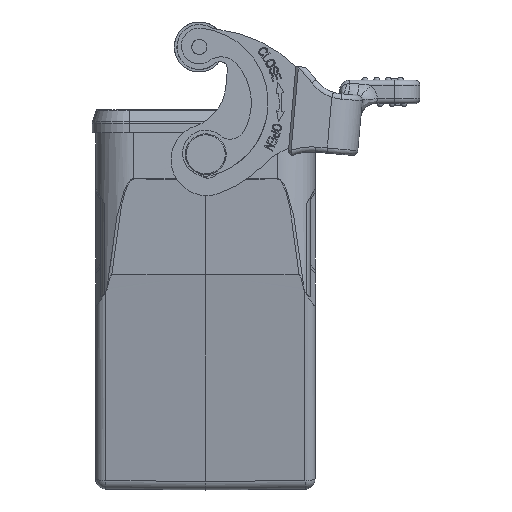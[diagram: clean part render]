
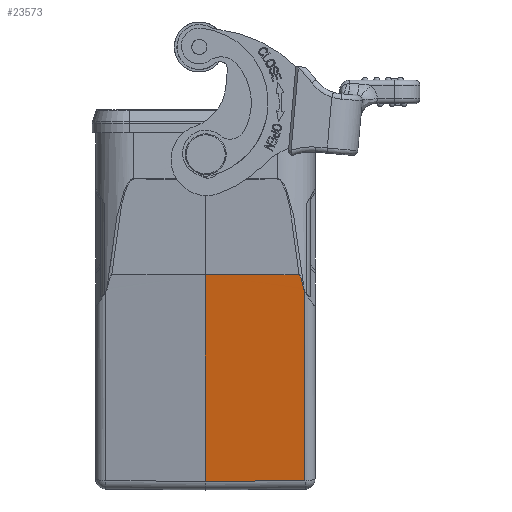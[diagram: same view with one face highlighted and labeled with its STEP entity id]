
A CAD part, left-side view. The second image highlights one B-rep face of the part: STEP entity #23573.
In plain terms, the highlighted planar face has unit normal (-0.987, -0.009, -0.16).
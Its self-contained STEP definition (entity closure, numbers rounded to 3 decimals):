
#3030=DIRECTION('',(-0.16,0.,0.987));
#3031=VECTOR('',#3030,37.533);
#3032=CARTESIAN_POINT('',(-21.628,-19.517,
-70.15));
#3033=LINE('',#3032,#3031);
#3034=CARTESIAN_POINT('',(-27.646,-19.517,
-33.103));
#3043=DIRECTION('',(-0.007,1.,-0.009));
#3044=VECTOR('',#3043,19.519);
#3045=CARTESIAN_POINT('',(-21.628,-19.517,
-70.15));
#3046=LINE('',#3045,#3044);
#3047=DIRECTION('',(0.16,0.,-0.987));
#3048=VECTOR('',#3047,41.05);
#3049=CARTESIAN_POINT('',(-28.355,0.,
-29.802));
#3050=LINE('',#3049,#3048);
#3108=CARTESIAN_POINT('',(-21.773,0.,
-70.321));
#3960=CARTESIAN_POINT('',(-27.646,-19.517,
-33.103));
#3961=CARTESIAN_POINT('',(-27.655,-19.488,
-33.053));
#3962=CARTESIAN_POINT('',(-27.671,-19.43,
-32.952));
#3963=CARTESIAN_POINT('',(-27.697,-19.347,
-32.806));
#3964=CARTESIAN_POINT('',(-27.71,-19.289,
-32.707));
#3965=CARTESIAN_POINT('',(-27.718,-19.261,
-32.658));
#4006=CARTESIAN_POINT('',(-27.718,-19.261,
-32.658));
#4007=CARTESIAN_POINT('',(-27.719,-19.257,
-32.656));
#4008=CARTESIAN_POINT('',(-27.723,-19.251,
-32.649));
#4009=CARTESIAN_POINT('',(-27.724,-19.25,
-32.634));
#4010=CARTESIAN_POINT('',(-27.727,-19.247,
-32.618));
#4011=CARTESIAN_POINT('',(-27.73,-19.244,
-32.601));
#4012=CARTESIAN_POINT('',(-27.733,-19.24,
-32.582));
#4013=CARTESIAN_POINT('',(-27.736,-19.237,
-32.562));
#4014=CARTESIAN_POINT('',(-27.74,-19.233,
-32.541));
#4015=CARTESIAN_POINT('',(-27.744,-19.228,
-32.518));
#4016=CARTESIAN_POINT('',(-27.748,-19.224,
-32.493));
#4017=CARTESIAN_POINT('',(-27.752,-19.219,
-32.466));
#4018=CARTESIAN_POINT('',(-27.757,-19.213,
-32.437));
#4019=CARTESIAN_POINT('',(-27.762,-19.207,
-32.405));
#4020=CARTESIAN_POINT('',(-27.768,-19.201,
-32.372));
#4021=CARTESIAN_POINT('',(-27.774,-19.194,
-32.335));
#4022=CARTESIAN_POINT('',(-27.78,-19.187,
-32.296));
#4023=CARTESIAN_POINT('',(-27.787,-19.178,
-32.253));
#4024=CARTESIAN_POINT('',(-27.795,-19.169,
-32.208));
#4025=CARTESIAN_POINT('',(-27.803,-19.16,
-32.158));
#4026=CARTESIAN_POINT('',(-27.811,-19.149,
-32.105));
#4027=CARTESIAN_POINT('',(-27.821,-19.138,
-32.047));
#4028=CARTESIAN_POINT('',(-27.831,-19.125,
-31.985));
#4029=CARTESIAN_POINT('',(-27.842,-19.111,
-31.918));
#4030=CARTESIAN_POINT('',(-27.854,-19.096,
-31.846));
#4031=CARTESIAN_POINT('',(-27.867,-19.08,
-31.768));
#4032=CARTESIAN_POINT('',(-27.881,-19.062,
-31.683));
#4033=CARTESIAN_POINT('',(-27.896,-19.042,
-31.592));
#4034=CARTESIAN_POINT('',(-27.912,-19.02,
-31.493));
#4035=CARTESIAN_POINT('',(-27.93,-18.996,
-31.387));
#4036=CARTESIAN_POINT('',(-27.949,-18.969,
-31.271));
#4037=CARTESIAN_POINT('',(-27.969,-18.939,
-31.146));
#4038=CARTESIAN_POINT('',(-27.991,-18.905,
-31.011));
#4039=CARTESIAN_POINT('',(-28.016,-18.867,
-30.863));
#4040=CARTESIAN_POINT('',(-28.04,-18.826,
-30.716));
#4041=CARTESIAN_POINT('',(-28.061,-18.789,
-30.588));
#4042=CARTESIAN_POINT('',(-28.08,-18.754,
-30.476));
#4043=CARTESIAN_POINT('',(-28.096,-18.721,
-30.376));
#4044=CARTESIAN_POINT('',(-28.111,-18.691,
-30.288));
#4045=CARTESIAN_POINT('',(-28.124,-18.661,
-30.209));
#4046=CARTESIAN_POINT('',(-28.136,-18.633,
-30.138));
#4047=CARTESIAN_POINT('',(-28.146,-18.605,
-30.074));
#4048=CARTESIAN_POINT('',(-28.156,-18.579,
-30.017));
#4049=CARTESIAN_POINT('',(-28.164,-18.552,
-29.966));
#4050=CARTESIAN_POINT('',(-28.172,-18.526,
-29.92));
#4051=CARTESIAN_POINT('',(-28.179,-18.5,
-29.88));
#4052=CARTESIAN_POINT('',(-28.184,-18.474,
-29.845));
#4053=CARTESIAN_POINT('',(-28.189,-18.447,
-29.817));
#4054=CARTESIAN_POINT('',(-28.193,-18.419,
-29.795));
#4055=CARTESIAN_POINT('',(-28.195,-18.39,
-29.783));
#4056=CARTESIAN_POINT('',(-28.196,-18.372,
-29.778));
#4057=CARTESIAN_POINT('',(-28.196,-18.362,
-29.778));
#4090=DIRECTION('',(-0.009,1.,-0.001));
#4091=VECTOR('',#4090,18.363);
#4092=CARTESIAN_POINT('',(-28.196,-18.362,
-29.778));
#4093=LINE('',#4092,#4091);
#16091=VERTEX_POINT('',#3034);
#16092=VERTEX_POINT('',#3965);
#16093=CARTESIAN_POINT('',(-21.628,-19.517,
-70.15));
#16094=VERTEX_POINT('',#16093);
#16141=VERTEX_POINT('',#3108);
#16151=CARTESIAN_POINT('',(-28.355,0.,
-29.802));
#16152=VERTEX_POINT('',#16151);
#16153=CARTESIAN_POINT('',(-28.196,-18.362,
-29.778));
#16154=VERTEX_POINT('',#16153);
#23555=CARTESIAN_POINT('',(-21.5,0.,-72.));
#23556=DIRECTION('',(-0.987,-0.009,-0.16));
#23557=DIRECTION('',(-0.16,0.,0.987));
#23558=AXIS2_PLACEMENT_3D('',#23555,#23556,#23557);
#23559=PLANE('',#23558);
#23561=ORIENTED_EDGE('',*,*,#23560,.F.);
#23563=ORIENTED_EDGE('',*,*,#23562,.F.);
#23565=ORIENTED_EDGE('',*,*,#23564,.F.);
#23567=ORIENTED_EDGE('',*,*,#23566,.F.);
#23568=ORIENTED_EDGE('',*,*,#23547,.F.);
#23570=ORIENTED_EDGE('',*,*,#23569,.T.);
#23571=EDGE_LOOP('',(#23561,#23563,#23565,#23567,#23568,#23570));
#23572=FACE_OUTER_BOUND('',#23571,.F.);
#23573=ADVANCED_FACE('',(#23572),#23559,.T.);
#3966=B_SPLINE_CURVE_WITH_KNOTS('',3,(#3960,#3961,#3962,#3963,#3964,#3965),
.UNSPECIFIED.,.F.,.F.,(4,1,1,4),(0.,0.333,0.667,1.),
.UNSPECIFIED.);
#4058=B_SPLINE_CURVE_WITH_KNOTS('',3,(#4006,#4007,#4008,#4009,#4010,#4011,#4012,
#4013,#4014,#4015,#4016,#4017,#4018,#4019,#4020,#4021,#4022,#4023,#4024,#4025,
#4026,#4027,#4028,#4029,#4030,#4031,#4032,#4033,#4034,#4035,#4036,#4037,#4038,
#4039,#4040,#4041,#4042,#4043,#4044,#4045,#4046,#4047,#4048,#4049,#4050,#4051,
#4052,#4053,#4054,#4055,#4056,#4057),.UNSPECIFIED.,.F.,.F.,(4,1,1,1,1,1,1,1,1,1,
1,1,1,1,1,1,1,1,1,1,1,1,1,1,1,1,1,1,1,1,1,1,1,1,1,1,1,1,1,1,1,1,1,1,1,1,1,1,1,
4),(0.,0.02,0.041,0.061,
0.082,0.102,0.122,0.143,
0.163,0.184,0.204,0.224,
0.245,0.265,0.286,0.306,
0.327,0.347,0.367,0.388,
0.408,0.429,0.449,0.469,
0.49,0.51,0.531,0.551,
0.571,0.592,0.612,0.633,
0.653,0.673,0.694,0.714,
0.735,0.755,0.776,0.796,
0.816,0.837,0.857,0.878,
0.898,0.918,0.939,0.959,
0.98,1.),.UNSPECIFIED.);
#23547=EDGE_CURVE('',#16094,#16091,#3033,.T.);
#23560=EDGE_CURVE('',#16152,#16141,#3050,.T.);
#23562=EDGE_CURVE('',#16154,#16152,#4093,.T.);
#23564=EDGE_CURVE('',#16092,#16154,#4058,.T.);
#23566=EDGE_CURVE('',#16091,#16092,#3966,.T.);
#23569=EDGE_CURVE('',#16094,#16141,#3046,.T.);
